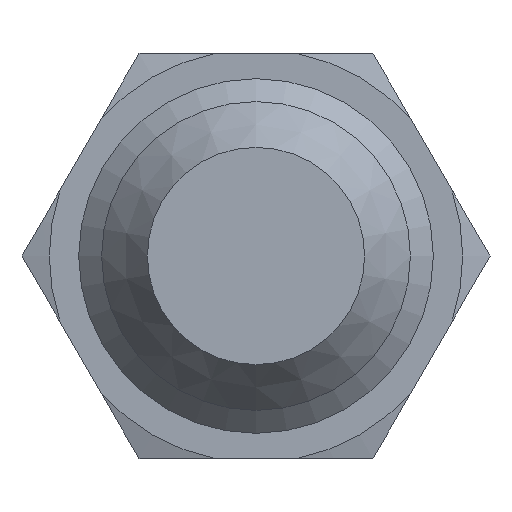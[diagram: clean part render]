
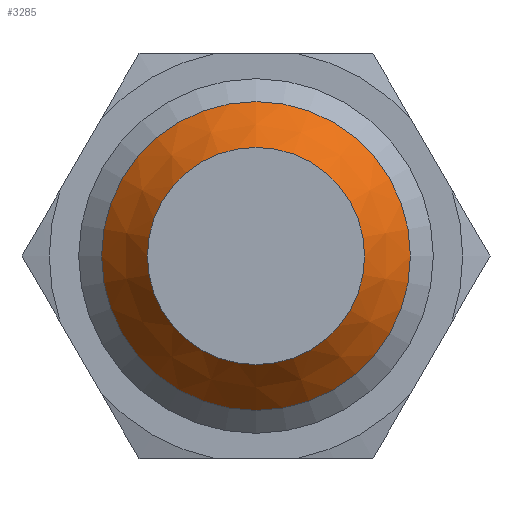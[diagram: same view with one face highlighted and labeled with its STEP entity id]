
A CAD part, left-side view. The second image highlights one B-rep face of the part: STEP entity #3285.
In plain terms, the highlighted conical face has half-angle 37 degrees and reference radius 25.4 mm.
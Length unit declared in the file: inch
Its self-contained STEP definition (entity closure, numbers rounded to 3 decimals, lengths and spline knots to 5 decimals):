
#3258=CARTESIAN_POINT('',(0.2114,0.,0.));
#3259=DIRECTION('',(1.0,0.0,0.0));
#3260=DIRECTION('',(0.0,0.0,-1.0));
#3261=AXIS2_PLACEMENT_3D('',#3258,#3259,#3260);
#3262=CONICAL_SURFACE('',#3261,1.0,37.0);
#3263=CARTESIAN_POINT('',(-0.76,0.,0.268));
#3264=VERTEX_POINT('',#3263);
#3265=CARTESIAN_POINT('',(-0.76,0.,0.));
#3266=DIRECTION('',(1.0,0.0,0.0));
#3267=DIRECTION('',(0.0,0.0,-1.0));
#3268=AXIS2_PLACEMENT_3D('',#3265,#3266,#3267);
#3269=CIRCLE('',#3268,0.268);
#3270=EDGE_CURVE('',#3264,#3264,#3269,.T.);
#3271=ORIENTED_EDGE('',*,*,#3270,.T.);
#3272=EDGE_LOOP('',(#3271));
#3273=FACE_OUTER_BOUND('',#3272,.T.);
#3274=CARTESIAN_POINT('',(-0.61004,0.,0.381));
#3275=VERTEX_POINT('',#3274);
#3276=CARTESIAN_POINT('',(-0.61004,0.,0.));
#3277=DIRECTION('',(-1.0,0.0,0.0));
#3278=DIRECTION('',(0.0,0.0,-1.0));
#3279=AXIS2_PLACEMENT_3D('',#3276,#3277,#3278);
#3280=CIRCLE('',#3279,0.381);
#3281=EDGE_CURVE('',#3275,#3275,#3280,.T.);
#3282=ORIENTED_EDGE('',*,*,#3281,.T.);
#3283=EDGE_LOOP('',(#3282));
#3284=FACE_BOUND('',#3283,.T.);
#3285=ADVANCED_FACE('',(#3273,#3284),#3262,.T.);
